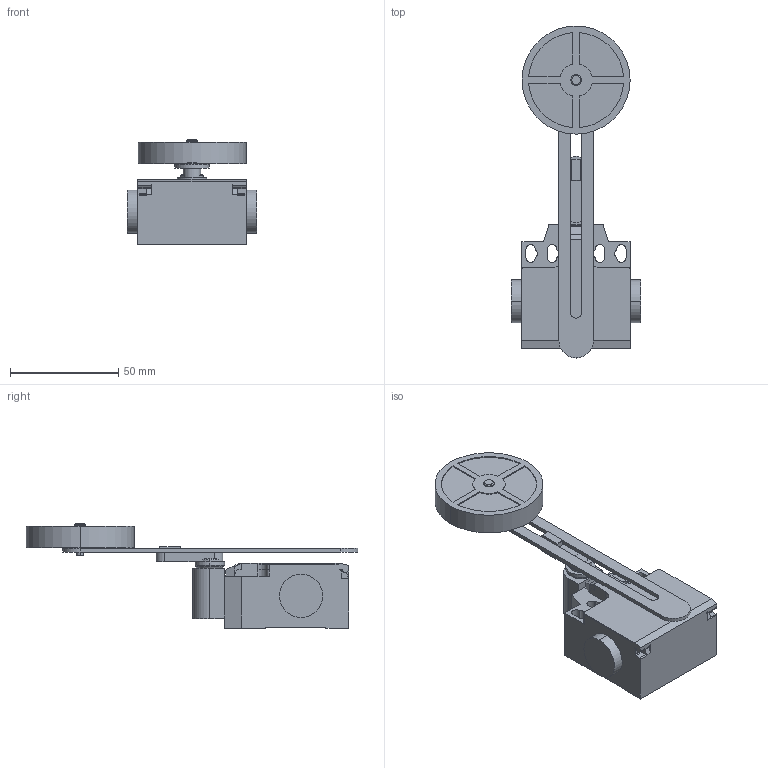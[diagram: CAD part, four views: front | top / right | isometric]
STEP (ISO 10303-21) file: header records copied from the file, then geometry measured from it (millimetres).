
FILE_DESCRIPTION((''),'2;1');
FILE_NAME('3d_KNF3A11.stp','2012-10-03T07:50:45',(''),(''),'Mechanical Desktop 2011','Mechanical Desktop 2011',', , ');
FILE_SCHEMA(('CONFIG_CONTROL_DESIGN'));
Length unit declared in the file: millimetre
Products named in the file (1): Product
Bounding box: 60 x 153.51 x 48.3 mm (x, y, z)
Volume: 104361.4 mm3; surface area: 27424.7 mm2
Topology: 8 solids, 8 shells, 203 faces, 549 edges, 383 vertices
Faces by surface type: plane 106, cylinder 61, bspline 26, cone 8, torus 2
Entity records: 6642 total; most frequent: CARTESIAN_POINT 1369, ORIENTED_EDGE 1072, DIRECTION 1065, EDGE_CURVE 536, VECTOR 389, LINE 389, VERTEX_POINT 358, AXIS2_PLACEMENT_3D 338
